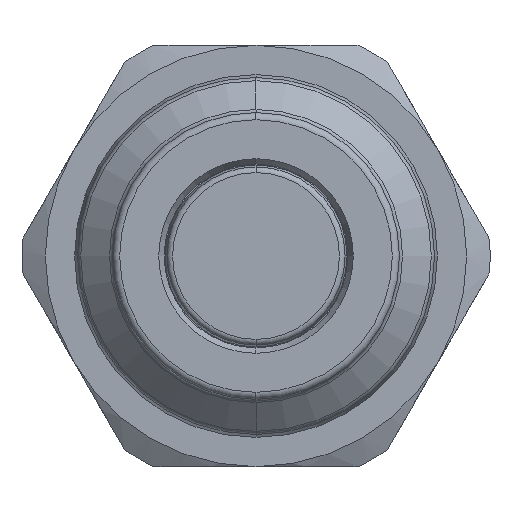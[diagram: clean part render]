
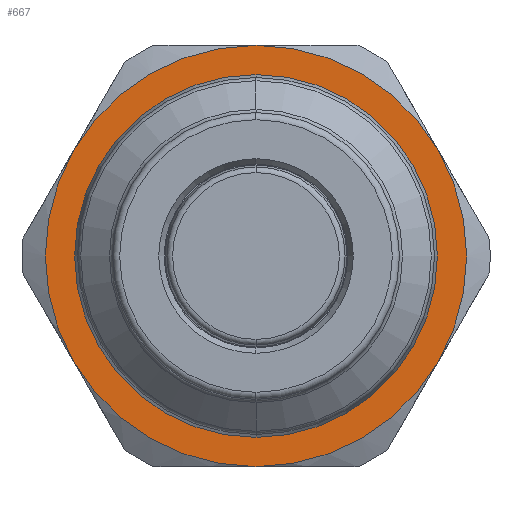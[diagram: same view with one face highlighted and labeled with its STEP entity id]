
A CAD part, left-side view. The second image highlights one B-rep face of the part: STEP entity #667.
In plain terms, the highlighted planar face has unit normal (-1, 0, 0).
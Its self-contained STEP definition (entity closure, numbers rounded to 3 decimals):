
#64 = AXIS2_PLACEMENT_3D ( 'NONE', #1469, #1470, #1471 ) ;
#186 = FACE_OUTER_BOUND ( 'NONE', #1814, .T. ) ;
#187 = FACE_BOUND ( 'NONE', #1842, .T. ) ;
#359 = EDGE_CURVE ( 'NONE', #2413, #2408, #2185, .T. ) ;
#443 = EDGE_CURVE ( 'NONE', #2393, #718, #2267, .T. ) ;
#444 = EDGE_CURVE ( 'NONE', #622, #2393, #2268, .T. ) ;
#445 = EDGE_CURVE ( 'NONE', #576, #622, #2269, .T. ) ;
#446 = EDGE_CURVE ( 'NONE', #715, #576, #2270, .T. ) ;
#447 = EDGE_CURVE ( 'NONE', #719, #715, #2271, .T. ) ;
#448 = EDGE_CURVE ( 'NONE', #718, #719, #2272, .T. ) ;
#449 = EDGE_CURVE ( 'NONE', #2408, #2413, #2273, .T. ) ;
#512 = AXIS2_PLACEMENT_3D ( 'NONE', #928, #929, #930 ) ;
#549 = AXIS2_PLACEMENT_3D ( 'NONE', #1253, #1254, #1255 ) ;
#550 = AXIS2_PLACEMENT_3D ( 'NONE', #1256, #1257, #1258 ) ;
#551 = AXIS2_PLACEMENT_3D ( 'NONE', #1259, #1260, #1261 ) ;
#552 = AXIS2_PLACEMENT_3D ( 'NONE', #1262, #1263, #1264 ) ;
#553 = AXIS2_PLACEMENT_3D ( 'NONE', #1265, #1266, #1267 ) ;
#554 = AXIS2_PLACEMENT_3D ( 'NONE', #1268, #1269, #1270 ) ;
#555 = AXIS2_PLACEMENT_3D ( 'NONE', #1271, #1272, #1273 ) ;
#576 = VERTEX_POINT ( 'NONE', #1330 ) ;
#622 = VERTEX_POINT ( 'NONE', #1346 ) ;
#667 = ADVANCED_FACE ( 'NONE', ( #186, #187 ), #1468, .T. ) ;
#715 = VERTEX_POINT ( 'NONE', #1621 ) ;
#718 = VERTEX_POINT ( 'NONE', #1624 ) ;
#719 = VERTEX_POINT ( 'NONE', #1625 ) ;
#928 = CARTESIAN_POINT ( 'NONE',  ( 34.1, 0., 0. ) ) ;
#929 = DIRECTION ( 'NONE',  ( -1., 0., 0. ) ) ;
#930 = DIRECTION ( 'NONE',  ( 0., 0., -1. ) ) ;
#1253 = CARTESIAN_POINT ( 'NONE',  ( 34.1, 0., 0. ) ) ;
#1254 = DIRECTION ( 'NONE',  ( -1., 0., 0. ) ) ;
#1255 = DIRECTION ( 'NONE',  ( 0., 0., -1. ) ) ;
#1256 = CARTESIAN_POINT ( 'NONE',  ( 34.1, 0., 0. ) ) ;
#1257 = DIRECTION ( 'NONE',  ( -1., 0., 0. ) ) ;
#1258 = DIRECTION ( 'NONE',  ( 0., 0., -1. ) ) ;
#1259 = CARTESIAN_POINT ( 'NONE',  ( 34.1, 0., 0. ) ) ;
#1260 = DIRECTION ( 'NONE',  ( -1., 0., 0. ) ) ;
#1261 = DIRECTION ( 'NONE',  ( 0., 0., -1. ) ) ;
#1262 = CARTESIAN_POINT ( 'NONE',  ( 34.1, 0., 0. ) ) ;
#1263 = DIRECTION ( 'NONE',  ( -1., 0., 0. ) ) ;
#1264 = DIRECTION ( 'NONE',  ( 0., 0., -1. ) ) ;
#1265 = CARTESIAN_POINT ( 'NONE',  ( 34.1, 0., 0. ) ) ;
#1266 = DIRECTION ( 'NONE',  ( -1., 0., 0. ) ) ;
#1267 = DIRECTION ( 'NONE',  ( 0., 0., -1. ) ) ;
#1268 = CARTESIAN_POINT ( 'NONE',  ( 34.1, 0., 0. ) ) ;
#1269 = DIRECTION ( 'NONE',  ( -1., 0., 0. ) ) ;
#1270 = DIRECTION ( 'NONE',  ( 0., 0., -1. ) ) ;
#1271 = CARTESIAN_POINT ( 'NONE',  ( 34.1, 0., 0. ) ) ;
#1272 = DIRECTION ( 'NONE',  ( -1., 0., 0. ) ) ;
#1273 = DIRECTION ( 'NONE',  ( 0., 0., -1. ) ) ;
#1330 = CARTESIAN_POINT ( 'NONE',  ( 34.1, 0., 18. ) ) ;
#1346 = CARTESIAN_POINT ( 'NONE',  ( 34.1, 15.588, 9. ) ) ;
#1468 = PLANE ( 'NONE',  #64 ) ;
#1469 = CARTESIAN_POINT ( 'NONE',  ( 34.1, -15.3, 0. ) ) ;
#1470 = DIRECTION ( 'NONE',  ( -1., 0., 0. ) ) ;
#1471 = DIRECTION ( 'NONE',  ( 0., 0., -1. ) ) ;
#1621 = CARTESIAN_POINT ( 'NONE',  ( 34.1, -15.588, 9. ) ) ;
#1624 = CARTESIAN_POINT ( 'NONE',  ( 34.1, 0., -18. ) ) ;
#1625 = CARTESIAN_POINT ( 'NONE',  ( 34.1, -15.588, -9. ) ) ;
#1663 = CARTESIAN_POINT ( 'NONE',  ( 34.1, 15.588, -9. ) ) ;
#1671 = CARTESIAN_POINT ( 'NONE',  ( 34.1, 0., -15.3 ) ) ;
#1676 = CARTESIAN_POINT ( 'NONE',  ( 34.1, 0., 15.3 ) ) ;
#1732 = ORIENTED_EDGE ( 'NONE', *, *, #448, .T. ) ;
#1733 = ORIENTED_EDGE ( 'NONE', *, *, #447, .T. ) ;
#1734 = ORIENTED_EDGE ( 'NONE', *, *, #446, .T. ) ;
#1735 = ORIENTED_EDGE ( 'NONE', *, *, #445, .T. ) ;
#1736 = ORIENTED_EDGE ( 'NONE', *, *, #444, .T. ) ;
#1737 = ORIENTED_EDGE ( 'NONE', *, *, #443, .T. ) ;
#1738 = ORIENTED_EDGE ( 'NONE', *, *, #449, .F. ) ;
#1739 = ORIENTED_EDGE ( 'NONE', *, *, #359, .F. ) ;
#1814 = EDGE_LOOP ( 'NONE', ( #1732, #1733, #1734, #1735, #1736, #1737 ) ) ;
#1842 = EDGE_LOOP ( 'NONE', ( #1738, #1739 ) ) ;
#2185 = CIRCLE ( 'NONE', #512, 15.3 ) ;
#2267 = CIRCLE ( 'NONE', #549, 18. ) ;
#2268 = CIRCLE ( 'NONE', #550, 18. ) ;
#2269 = CIRCLE ( 'NONE', #551, 18. ) ;
#2270 = CIRCLE ( 'NONE', #552, 18. ) ;
#2271 = CIRCLE ( 'NONE', #553, 18. ) ;
#2272 = CIRCLE ( 'NONE', #554, 18. ) ;
#2273 = CIRCLE ( 'NONE', #555, 15.3 ) ;
#2393 = VERTEX_POINT ( 'NONE', #1663 ) ;
#2408 = VERTEX_POINT ( 'NONE', #1671 ) ;
#2413 = VERTEX_POINT ( 'NONE', #1676 ) ;
